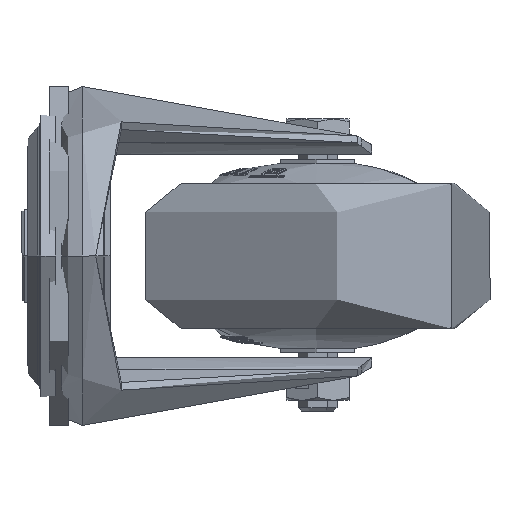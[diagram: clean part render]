
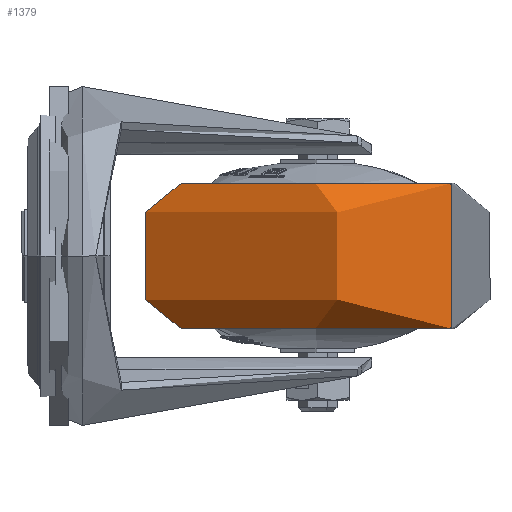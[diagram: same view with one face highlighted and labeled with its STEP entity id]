
A CAD part, left-side view. The second image highlights one B-rep face of the part: STEP entity #1379.
In plain terms, the highlighted free-form (B-spline) face has degree [3, 3] with [4, 4] control points.
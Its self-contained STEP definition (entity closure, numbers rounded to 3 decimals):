
#64 = CARTESIAN_POINT ( 'NONE',  ( -68.479, -53.089, 15. ) ) ;
#76 = CARTESIAN_POINT ( 'NONE',  ( 54.52, -33.303, -15. ) ) ;
#290 = VERTEX_POINT ( 'NONE', #37953 ) ;
#1379 = ADVANCED_FACE ( 'NONE', ( #10734 ), #32910, .F. ) ;
#2603 = DIRECTION ( 'NONE',  ( 0., 0., 1. ) ) ;
#2837 = ORIENTED_EDGE ( 'NONE', *, *, #16018, .F. ) ;
#3342 = ORIENTED_EDGE ( 'NONE', *, *, #41037, .T. ) ;
#3485 = CARTESIAN_POINT ( 'NONE',  ( -0.874, -0.262, 15. ) ) ;
#3885 = CARTESIAN_POINT ( 'NONE',  ( 62.46, -19.991, -15. ) ) ;
#5451 = EDGE_LOOP ( 'NONE', ( #3342, #6330, #2837, #22116 ) ) ;
#6026 = CARTESIAN_POINT ( 'NONE',  ( 38., -61., -15. ) ) ;
#6330 = ORIENTED_EDGE ( 'NONE', *, *, #29562, .T. ) ;
#6902 = CARTESIAN_POINT ( 'NONE',  ( -68.479, -53.089, -15. ) ) ;
#7296 = CARTESIAN_POINT ( 'NONE',  ( -0.874, -0.262, -15. ) ) ;
#7514 = CARTESIAN_POINT ( 'NONE',  ( -33.915, -55.657, 15. ) ) ;
#7999 = CARTESIAN_POINT ( 'NONE',  ( 21.48, -88.697, -15. ) ) ;
#10734 = FACE_OUTER_BOUND ( 'NONE', #5451, .T. ) ;
#10875 = CIRCLE ( 'NONE', #27938, 32.25 ) ;
#12698 = VERTEX_POINT ( 'NONE', #24366 ) ;
#12859 = DIRECTION ( 'NONE',  ( 0.512, 0.859, 0. ) ) ;
#13105 = CARTESIAN_POINT ( 'NONE',  ( 62.46, -19.991, -15. ) ) ;
#13724 = CARTESIAN_POINT ( 'NONE',  ( 13.54, -102.009, 15. ) ) ;
#15432 = CARTESIAN_POINT ( 'NONE',  ( 38., -61., 15. ) ) ;
#16018 = EDGE_CURVE ( 'NONE', #24077, #290, #27584, .T. ) ;
#16955 = CARTESIAN_POINT ( 'NONE',  ( 54.52, -33.303, 15. ) ) ;
#17162 = CARTESIAN_POINT ( 'NONE',  ( 54.52, -33.303, -15. ) ) ;
#19744 = CARTESIAN_POINT ( 'NONE',  ( 21.48, -88.697, -15. ) ) ;
#19973 = CARTESIAN_POINT ( 'NONE',  ( -19.558, 28.93, 15. ) ) ;
#20029 = CARTESIAN_POINT ( 'NONE',  ( 54.52, -33.303, 15. ) ) ;
#20086 =( BOUNDED_CURVE ( )  B_SPLINE_CURVE ( 3, ( #32759, #36165, #13724, #42149 ),
 .UNSPECIFIED., .F., .F. ) 
 B_SPLINE_CURVE_WITH_KNOTS ( ( 4, 4 ),
 ( 0., 3.142 ),
 .UNSPECIFIED. ) 
 CURVE ( )  GEOMETRIC_REPRESENTATION_ITEM ( )  RATIONAL_B_SPLINE_CURVE ( ( 1., 0.333, 0.333, 1. ) ) 
 REPRESENTATION_ITEM ( '' )  );
#20386 = CARTESIAN_POINT ( 'NONE',  ( 54.52, -33.303, 15. ) ) ;
#21462 = AXIS2_PLACEMENT_3D ( 'NONE', #15432, #2603, #41288 ) ;
#22116 = ORIENTED_EDGE ( 'NONE', *, *, #31814, .F. ) ;
#23057 =( BOUNDED_CURVE ( )  B_SPLINE_CURVE ( 3, ( #76, #13105, #26163, #16955 ),
 .UNSPECIFIED., .F., .T. ) 
 B_SPLINE_CURVE_WITH_KNOTS ( ( 4, 4 ),
 ( 0., 3.142 ),
 .UNSPECIFIED. ) 
 CURVE ( )  GEOMETRIC_REPRESENTATION_ITEM ( )  RATIONAL_B_SPLINE_CURVE ( ( 1., 0.333, 0.333, 1. ) ) 
 REPRESENTATION_ITEM ( '' )  );
#24077 = VERTEX_POINT ( 'NONE', #20029 ) ;
#24366 = CARTESIAN_POINT ( 'NONE',  ( 54.52, -33.303, -15. ) ) ;
#26163 = CARTESIAN_POINT ( 'NONE',  ( 62.46, -19.991, 15. ) ) ;
#26346 = CARTESIAN_POINT ( 'NONE',  ( -33.915, -55.657, -15. ) ) ;
#27584 = CIRCLE ( 'NONE', #21462, 32.25 ) ;
#27938 = AXIS2_PLACEMENT_3D ( 'NONE', #6026, #39179, #12859 ) ;
#29559 = CARTESIAN_POINT ( 'NONE',  ( 21.48, -88.697, 15. ) ) ;
#29562 = EDGE_CURVE ( 'NONE', #36545, #290, #20086, .T. ) ;
#31814 = EDGE_CURVE ( 'NONE', #12698, #24077, #23057, .T. ) ;
#32759 = CARTESIAN_POINT ( 'NONE',  ( 21.48, -88.697, -15. ) ) ;
#32910 =( BOUNDED_SURFACE ( )  B_SPLINE_SURFACE ( 3, 3, ( 
 ( #17162, #7296, #26346, #19744 ),
 ( #3885, #40014, #6902, #39823 ),
 ( #36809, #19973, #64, #32978 ),
 ( #20386, #3485, #7514, #29559 ) ),
 .UNSPECIFIED., .F., .F., .F. ) 
 B_SPLINE_SURFACE_WITH_KNOTS ( ( 4, 4 ),
 ( 4, 4 ),
 ( 0., 1. ),
 ( 0., 1. ),
 .UNSPECIFIED. ) 
 GEOMETRIC_REPRESENTATION_ITEM ( )  RATIONAL_B_SPLINE_SURFACE ( (
 ( 1., 0.333, 0.333, 1.),
 ( 0.333, 0.111, 0.111, 0.333),
 ( 0.333, 0.111, 0.111, 0.333),
 ( 1., 0.333, 0.333, 1.) ) ) 
 REPRESENTATION_ITEM ( '' )  SURFACE ( )  );
#32978 = CARTESIAN_POINT ( 'NONE',  ( 13.54, -102.009, 15. ) ) ;
#36165 = CARTESIAN_POINT ( 'NONE',  ( 13.54, -102.009, -15. ) ) ;
#36545 = VERTEX_POINT ( 'NONE', #7999 ) ;
#36809 = CARTESIAN_POINT ( 'NONE',  ( 62.46, -19.991, 15. ) ) ;
#37953 = CARTESIAN_POINT ( 'NONE',  ( 21.48, -88.697, 15. ) ) ;
#39179 = DIRECTION ( 'NONE',  ( 0., 0., 1. ) ) ;
#39823 = CARTESIAN_POINT ( 'NONE',  ( 13.54, -102.009, -15. ) ) ;
#40014 = CARTESIAN_POINT ( 'NONE',  ( -19.558, 28.93, -15. ) ) ;
#41037 = EDGE_CURVE ( 'NONE', #12698, #36545, #10875, .T. ) ;
#41288 = DIRECTION ( 'NONE',  ( 0.512, 0.859, 0. ) ) ;
#42149 = CARTESIAN_POINT ( 'NONE',  ( 21.48, -88.697, 15. ) ) ;
